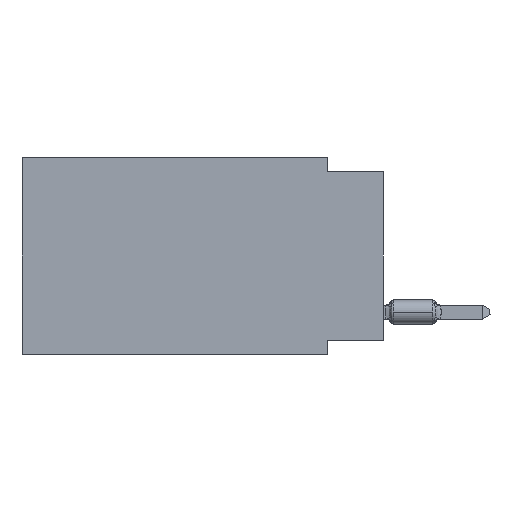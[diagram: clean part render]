
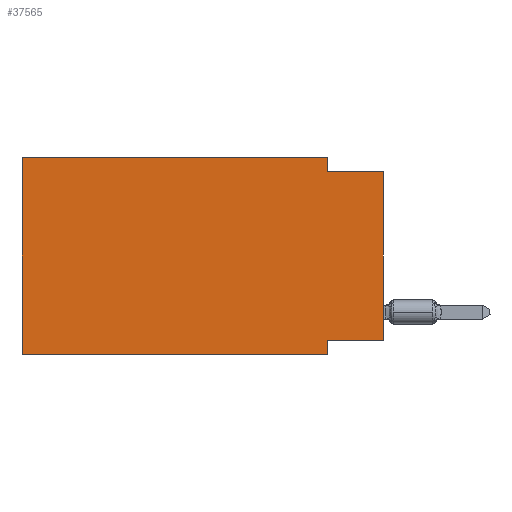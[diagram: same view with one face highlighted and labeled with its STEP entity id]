
A CAD part, left-side view. The second image highlights one B-rep face of the part: STEP entity #37565.
In plain terms, the highlighted planar face has unit normal (-1, 0, 0).
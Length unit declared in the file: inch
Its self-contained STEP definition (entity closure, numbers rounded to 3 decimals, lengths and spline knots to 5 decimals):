
#647 = ORIENTED_EDGE ( 'NONE', *, *, #99999, .F. ) ;
#2140 = DIRECTION ( 'NONE',  ( 0., 0., 1. ) ) ;
#3984 = DIRECTION ( 'NONE',  ( 0., 1., 0. ) ) ;
#5021 = EDGE_CURVE ( 'NONE', #81588, #76612, #61190, .T. ) ;
#5116 = VECTOR ( 'NONE', #93625, 39.37008 ) ;
#11566 = DIRECTION ( 'NONE',  ( 0., 0., -1. ) ) ;
#14001 = DIRECTION ( 'NONE',  ( 0., -1., 0. ) ) ;
#17717 = LINE ( 'NONE', #74757, #40576 ) ;
#20393 = CARTESIAN_POINT ( 'NONE',  ( 0., 0.645, -0.35 ) ) ;
#21979 = CARTESIAN_POINT ( 'NONE',  ( 0., 0.1, -0.35 ) ) ;
#23904 = VERTEX_POINT ( 'NONE', #92113 ) ;
#24921 = CARTESIAN_POINT ( 'NONE',  ( 0., 0.1, -0.325 ) ) ;
#26731 = VECTOR ( 'NONE', #11566, 39.37008 ) ;
#26909 = ORIENTED_EDGE ( 'NONE', *, *, #58613, .F. ) ;
#27134 = LINE ( 'NONE', #50987, #26731 ) ;
#28055 = VERTEX_POINT ( 'NONE', #24921 ) ;
#28805 = VECTOR ( 'NONE', #30898, 39.37008 ) ;
#29367 = LINE ( 'NONE', #85935, #28805 ) ;
#29553 = PLANE ( 'NONE',  #57513 ) ;
#30898 = DIRECTION ( 'NONE',  ( 0., 0., 1. ) ) ;
#30924 = CARTESIAN_POINT ( 'NONE',  ( 0., 0., -0.025 ) ) ;
#30932 = ORIENTED_EDGE ( 'NONE', *, *, #5021, .F. ) ;
#32135 = EDGE_LOOP ( 'NONE', ( #81055, #30932, #647, #26909, #72256, #98461, #64552, #98680 ) ) ;
#33565 = EDGE_CURVE ( 'NONE', #101137, #48079, #17717, .T. ) ;
#36829 = CARTESIAN_POINT ( 'NONE',  ( 0., 0.645, 0. ) ) ;
#37529 = VERTEX_POINT ( 'NONE', #90885 ) ;
#37565 = ADVANCED_FACE ( 'NONE', ( #53424 ), #29553, .F. ) ;
#37897 = VECTOR ( 'NONE', #3984, 39.37008 ) ;
#40576 = VECTOR ( 'NONE', #2140, 39.37008 ) ;
#41320 = CARTESIAN_POINT ( 'NONE',  ( 0., 0.645, 0. ) ) ;
#43251 = CARTESIAN_POINT ( 'NONE',  ( 0., 0.645, 0. ) ) ;
#43763 = EDGE_CURVE ( 'NONE', #28055, #69781, #68670, .T. ) ;
#43764 = DIRECTION ( 'NONE',  ( 0., -1., 0. ) ) ;
#46142 = CARTESIAN_POINT ( 'NONE',  ( 0., 0., -0.025 ) ) ;
#48079 = VERTEX_POINT ( 'NONE', #41320 ) ;
#49258 = EDGE_CURVE ( 'NONE', #37529, #28055, #91709, .T. ) ;
#50987 = CARTESIAN_POINT ( 'NONE',  ( 0., 0.1, 0. ) ) ;
#51145 = VECTOR ( 'NONE', #77991, 39.37008 ) ;
#53424 = FACE_OUTER_BOUND ( 'NONE', #32135, .T. ) ;
#57513 = AXIS2_PLACEMENT_3D ( 'NONE', #36829, #84591, #68473 ) ;
#58613 = EDGE_CURVE ( 'NONE', #48079, #23904, #82216, .T. ) ;
#59896 = EDGE_CURVE ( 'NONE', #101137, #69781, #62906, .T. ) ;
#61190 = LINE ( 'NONE', #46142, #67213 ) ;
#61871 = CARTESIAN_POINT ( 'NONE',  ( 0., 0.1, -0.35 ) ) ;
#62428 = VECTOR ( 'NONE', #43764, 39.37008 ) ;
#62906 = LINE ( 'NONE', #93085, #51145 ) ;
#64552 = ORIENTED_EDGE ( 'NONE', *, *, #43763, .F. ) ;
#67213 = VECTOR ( 'NONE', #14001, 39.37008 ) ;
#68473 = DIRECTION ( 'NONE',  ( 0., 0., -1. ) ) ;
#68670 = LINE ( 'NONE', #21979, #5116 ) ;
#69781 = VERTEX_POINT ( 'NONE', #61871 ) ;
#72256 = ORIENTED_EDGE ( 'NONE', *, *, #33565, .F. ) ;
#74757 = CARTESIAN_POINT ( 'NONE',  ( 0., 0.645, 0. ) ) ;
#76612 = VERTEX_POINT ( 'NONE', #30924 ) ;
#77991 = DIRECTION ( 'NONE',  ( 0., -1., 0. ) ) ;
#81055 = ORIENTED_EDGE ( 'NONE', *, *, #86990, .T. ) ;
#81588 = VERTEX_POINT ( 'NONE', #94713 ) ;
#82216 = LINE ( 'NONE', #43251, #62428 ) ;
#84591 = DIRECTION ( 'NONE',  ( 1., 0., 0. ) ) ;
#85935 = CARTESIAN_POINT ( 'NONE',  ( 0., 0., 0. ) ) ;
#86990 = EDGE_CURVE ( 'NONE', #37529, #76612, #29367, .T. ) ;
#90885 = CARTESIAN_POINT ( 'NONE',  ( 0., 0., -0.325 ) ) ;
#91709 = LINE ( 'NONE', #99497, #37897 ) ;
#92113 = CARTESIAN_POINT ( 'NONE',  ( 0., 0.1, 0. ) ) ;
#93085 = CARTESIAN_POINT ( 'NONE',  ( 0., 0.645, -0.35 ) ) ;
#93625 = DIRECTION ( 'NONE',  ( 0., 0., -1. ) ) ;
#94713 = CARTESIAN_POINT ( 'NONE',  ( 0., 0.1, -0.025 ) ) ;
#98461 = ORIENTED_EDGE ( 'NONE', *, *, #59896, .T. ) ;
#98680 = ORIENTED_EDGE ( 'NONE', *, *, #49258, .F. ) ;
#99497 = CARTESIAN_POINT ( 'NONE',  ( 0., 0., -0.325 ) ) ;
#99999 = EDGE_CURVE ( 'NONE', #23904, #81588, #27134, .T. ) ;
#101137 = VERTEX_POINT ( 'NONE', #20393 ) ;
